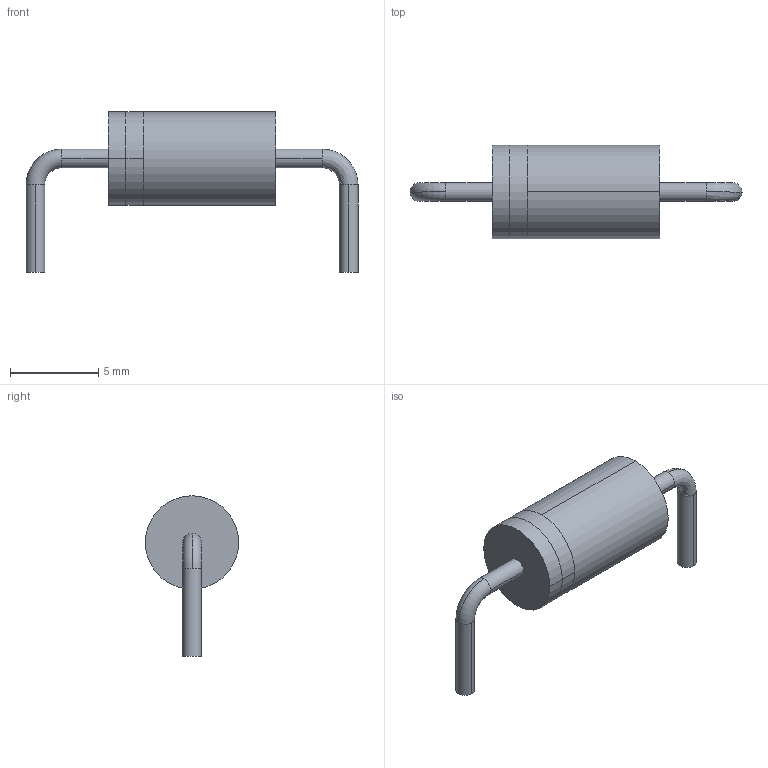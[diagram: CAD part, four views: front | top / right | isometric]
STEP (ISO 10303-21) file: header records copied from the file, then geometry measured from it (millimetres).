
FILE_DESCRIPTION((''),'2;1');
FILE_NAME('ONSEMI_CASE 41A-04.stp','2012-03-19T09:55:59',(''),(''),'Mechanical Desktop 2011','Mechanical Desktop 2011',', , ');
FILE_SCHEMA(('AUTOMOTIVE_DESIGN { 1 2 10303 214 1 1 1 1 }'));
Length unit declared in the file: millimetre
Products named in the file (1): Product
Bounding box: 18.84 x 5.3 x 9.1 mm (x, y, z)
Volume: 227.1 mm3; surface area: 360.3 mm2
Topology: 5 solids, 5 shells, 28 faces, 55 edges, 37 vertices
Faces by surface type: cylinder 10, plane 8, bspline 8, torus 2
Entity records: 935 total; most frequent: CARTESIAN_POINT 283, DIRECTION 138, ORIENTED_EDGE 110, AXIS2_PLACEMENT_3D 62, EDGE_CURVE 55, CIRCLE 41, VERTEX_POINT 37, EDGE_LOOP 28
